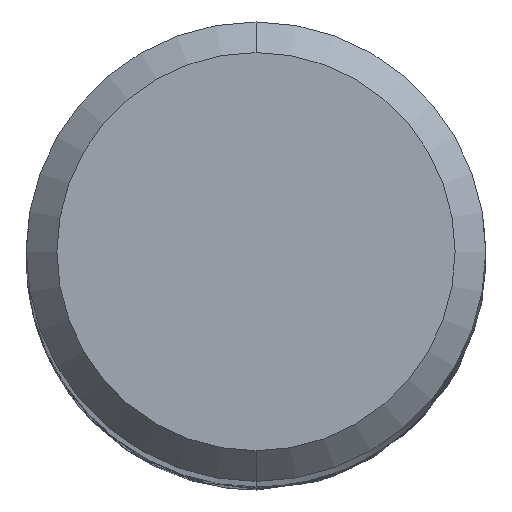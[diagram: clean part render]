
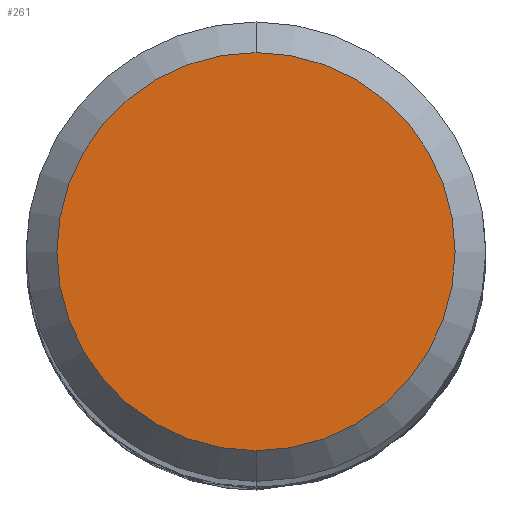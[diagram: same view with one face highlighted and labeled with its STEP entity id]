
A CAD part, top view. The second image highlights one B-rep face of the part: STEP entity #261.
In plain terms, the highlighted planar face has unit normal (0, 0, 1).
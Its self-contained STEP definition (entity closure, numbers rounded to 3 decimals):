
#261=ADVANCED_FACE('',(#720),#721,.T.);
#437=VERTEX_POINT('',#911);
#493=VERTEX_POINT('',#974);
#549=EDGE_CURVE('',#493,#437,#1033,.T.);
#637=EDGE_CURVE('',#437,#493,#1131,.T.);
#720=FACE_OUTER_BOUND('',#1211,.T.);
#721=PLANE('',#1212);
#911=CARTESIAN_POINT('',(0.,-2.6,0.0));
#974=CARTESIAN_POINT('',(0.0,2.6,0.0));
#1033=CIRCLE('',#3438,2.6);
#1131=CIRCLE('',#4730,2.6);
#1211=EDGE_LOOP('',(#4962,#4963));
#1212=AXIS2_PLACEMENT_3D('',#4964,#4965,#4966);
#3438=AXIS2_PLACEMENT_3D('',#5291,#5292,#5293);
#4730=AXIS2_PLACEMENT_3D('',#5422,#5423,#5424);
#4962=ORIENTED_EDGE('',*,*,#549,.F.);
#4963=ORIENTED_EDGE('',*,*,#637,.F.);
#4964=CARTESIAN_POINT('',(0.0,1.3,0.0));
#4965=DIRECTION('',(-0.0,0.0,1.0));
#4966=DIRECTION('',(0.0,-1.0,0.0));
#5291=CARTESIAN_POINT('',(0.0,0.0,0.0));
#5292=DIRECTION('',(0.0,0.0,-1.0));
#5293=DIRECTION('',(0.0,1.0,0.0));
#5422=CARTESIAN_POINT('',(0.0,0.0,0.0));
#5423=DIRECTION('',(0.0,0.0,-1.0));
#5424=DIRECTION('',(0.0,1.0,0.0));
